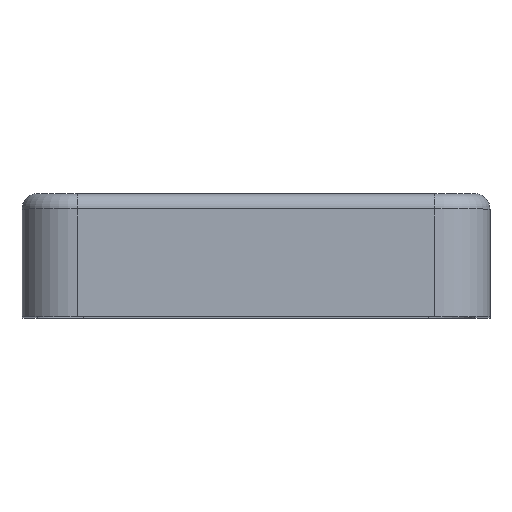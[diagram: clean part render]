
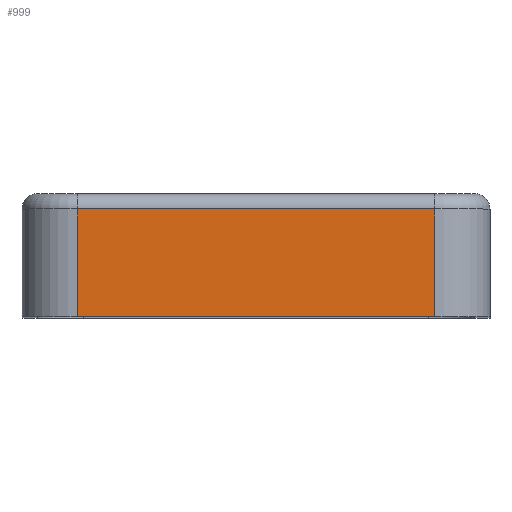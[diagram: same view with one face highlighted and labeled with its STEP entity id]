
A CAD part, top view. The second image highlights one B-rep face of the part: STEP entity #999.
In plain terms, the highlighted planar face has unit normal (0, 0, 1).
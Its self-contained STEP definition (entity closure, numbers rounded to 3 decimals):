
#51=PLANE('',#1100);
#97=FACE_OUTER_BOUND('',#154,.T.);
#154=EDGE_LOOP('',(#877,#878,#879,#880));
#248=LINE('',#1630,#352);
#253=LINE('',#1650,#357);
#254=LINE('',#1654,#358);
#255=LINE('',#1655,#359);
#352=VECTOR('',#1331,10.);
#357=VECTOR('',#1348,10.);
#358=VECTOR('',#1353,10.);
#359=VECTOR('',#1354,10.);
#490=VERTEX_POINT('',#1627);
#491=VERTEX_POINT('',#1629);
#500=VERTEX_POINT('',#1649);
#501=VERTEX_POINT('',#1653);
#620=EDGE_CURVE('',#490,#491,#248,.T.);
#630=EDGE_CURVE('',#491,#500,#253,.T.);
#632=EDGE_CURVE('',#501,#490,#254,.T.);
#633=EDGE_CURVE('',#501,#500,#255,.T.);
#877=ORIENTED_EDGE('',*,*,#630,.F.);
#878=ORIENTED_EDGE('',*,*,#620,.F.);
#879=ORIENTED_EDGE('',*,*,#632,.F.);
#880=ORIENTED_EDGE('',*,*,#633,.T.);
#999=ADVANCED_FACE('',(#97),#51,.T.);
#1100=AXIS2_PLACEMENT_3D('',#1652,#1351,#1352);
#1331=DIRECTION('',(-1.,0.,0.));
#1348=DIRECTION('',(0.,1.,0.));
#1351=DIRECTION('center_axis',(0.,0.,1.));
#1352=DIRECTION('ref_axis',(-1.,0.,0.));
#1353=DIRECTION('',(0.,-1.,0.));
#1354=DIRECTION('',(-1.,0.,0.));
#1627=CARTESIAN_POINT('',(5.8,-3.5,15.85));
#1629=CARTESIAN_POINT('',(-5.8,-3.5,15.85));
#1630=CARTESIAN_POINT('',(7.6,-3.5,15.85));
#1649=CARTESIAN_POINT('',(-5.8,0.,15.85));
#1650=CARTESIAN_POINT('',(-5.8,0.,15.85));
#1652=CARTESIAN_POINT('Origin',(7.6,0.,15.85));
#1653=CARTESIAN_POINT('',(5.8,0.,15.85));
#1654=CARTESIAN_POINT('',(5.8,0.,15.85));
#1655=CARTESIAN_POINT('',(7.6,0.,15.85));
